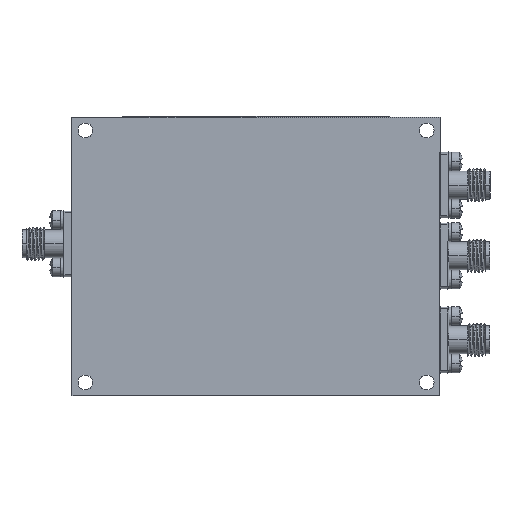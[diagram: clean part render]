
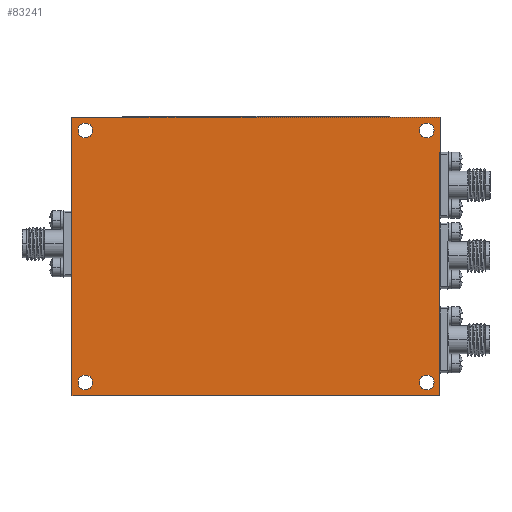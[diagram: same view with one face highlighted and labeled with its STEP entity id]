
A CAD part, front view. The second image highlights one B-rep face of the part: STEP entity #83241.
In plain terms, the highlighted planar face has unit normal (0, -1, 0).
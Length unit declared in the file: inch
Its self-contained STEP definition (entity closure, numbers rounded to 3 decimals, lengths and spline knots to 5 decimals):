
#5915 = CARTESIAN_POINT ( 'NONE',  ( -0.47072, 0.54177, 1.97809 ) ) ;
#5971 = CARTESIAN_POINT ( 'NONE',  ( 2.08928, 0.54177, 1.97809 ) ) ;
#8532 = ORIENTED_EDGE ( 'NONE', *, *, #112307, .F. ) ;
#10891 = DIRECTION ( 'NONE',  ( 0., 1., 0. ) ) ;
#11219 = EDGE_CURVE ( 'NONE', #96208, #72537, #138194, .T. ) ;
#12082 = ORIENTED_EDGE ( 'NONE', *, *, #11219, .F. ) ;
#13342 = EDGE_LOOP ( 'NONE', ( #45916, #39936 ) ) ;
#14331 = DIRECTION ( 'NONE',  ( 0., 0., 1. ) ) ;
#16178 = AXIS2_PLACEMENT_3D ( 'NONE', #150326, #125126, #22255 ) ;
#18668 = CIRCLE ( 'NONE', #16178, 0.055 ) ;
#19021 = AXIS2_PLACEMENT_3D ( 'NONE', #85052, #37120, #50043 ) ;
#20905 = AXIS2_PLACEMENT_3D ( 'NONE', #71411, #49384, #14331 ) ;
#22255 = DIRECTION ( 'NONE',  ( 0., 0., 1. ) ) ;
#24215 = EDGE_LOOP ( 'NONE', ( #126511, #83005 ) ) ;
#25481 = CARTESIAN_POINT ( 'NONE',  ( -0.57072, 0.54177, 2.02309 ) ) ;
#25745 = DIRECTION ( 'NONE',  ( 0., 1., 0. ) ) ;
#25858 = CARTESIAN_POINT ( 'NONE',  ( -0.57072, 0.54177, 2.02309 ) ) ;
#27554 = CIRCLE ( 'NONE', #120092, 0.055 ) ;
#28202 = CIRCLE ( 'NONE', #20905, 0.055 ) ;
#30913 = FACE_BOUND ( 'NONE', #147902, .T. ) ;
#30956 = DIRECTION ( 'NONE',  ( -1., 0., 0. ) ) ;
#32896 = VERTEX_POINT ( 'NONE', #5915 ) ;
#33512 = CARTESIAN_POINT ( 'NONE',  ( -0.47072, 0.54177, -0.02191 ) ) ;
#33765 = DIRECTION ( 'NONE',  ( 0., 0., 1. ) ) ;
#33867 = DIRECTION ( 'NONE',  ( 0., 0., -1. ) ) ;
#37120 = DIRECTION ( 'NONE',  ( 0., 1., 0. ) ) ;
#38033 = EDGE_CURVE ( 'NONE', #67825, #139221, #28202, .T. ) ;
#39936 = ORIENTED_EDGE ( 'NONE', *, *, #71984, .T. ) ;
#42969 = CARTESIAN_POINT ( 'NONE',  ( -0.57072, 0.54177, -0.06691 ) ) ;
#43141 = LINE ( 'NONE', #144532, #121309 ) ;
#44054 = EDGE_CURVE ( 'NONE', #81867, #98974, #18668, .T. ) ;
#45916 = ORIENTED_EDGE ( 'NONE', *, *, #44054, .T. ) ;
#47687 = CARTESIAN_POINT ( 'NONE',  ( -0.47072, 0.54177, 1.92309 ) ) ;
#47778 = CIRCLE ( 'NONE', #111003, 0.055 ) ;
#47894 = DIRECTION ( 'NONE',  ( 0., 0., 1. ) ) ;
#49384 = DIRECTION ( 'NONE',  ( 0., 1., 0. ) ) ;
#50043 = DIRECTION ( 'NONE',  ( 0., 0., 1. ) ) ;
#52988 = ORIENTED_EDGE ( 'NONE', *, *, #69696, .T. ) ;
#56611 = DIRECTION ( 'NONE',  ( 0., 1., 0. ) ) ;
#58031 = CIRCLE ( 'NONE', #62882, 0.055 ) ;
#62726 = CIRCLE ( 'NONE', #19021, 0.055 ) ;
#62882 = AXIS2_PLACEMENT_3D ( 'NONE', #47687, #139104, #82713 ) ;
#63654 = FACE_BOUND ( 'NONE', #102839, .T. ) ;
#67825 = VERTEX_POINT ( 'NONE', #110448 ) ;
#69588 = CARTESIAN_POINT ( 'NONE',  ( 2.18928, 0.54177, 2.02309 ) ) ;
#69696 = EDGE_CURVE ( 'NONE', #144957, #146142, #101729, .T. ) ;
#71344 = VECTOR ( 'NONE', #33867, 39.37008 ) ;
#71411 = CARTESIAN_POINT ( 'NONE',  ( 2.08928, 0.54177, 1.92309 ) ) ;
#71984 = EDGE_CURVE ( 'NONE', #98974, #81867, #146231, .T. ) ;
#72537 = VERTEX_POINT ( 'NONE', #119182 ) ;
#75078 = FACE_BOUND ( 'NONE', #13342, .T. ) ;
#77698 = VERTEX_POINT ( 'NONE', #95838 ) ;
#78557 = VERTEX_POINT ( 'NONE', #25858 ) ;
#78630 = VECTOR ( 'NONE', #118422, 39.37008 ) ;
#80040 = VERTEX_POINT ( 'NONE', #42969 ) ;
#80298 = VECTOR ( 'NONE', #105875, 39.37008 ) ;
#81867 = VERTEX_POINT ( 'NONE', #106909 ) ;
#82713 = DIRECTION ( 'NONE',  ( 0., 0., 1. ) ) ;
#82725 = ORIENTED_EDGE ( 'NONE', *, *, #125864, .T. ) ;
#83005 = ORIENTED_EDGE ( 'NONE', *, *, #38033, .T. ) ;
#83241 = ADVANCED_FACE ( 'NONE', ( #75078, #121569, #63654, #30913, #110149 ), #100259, .T. ) ;
#85052 = CARTESIAN_POINT ( 'NONE',  ( 2.08928, 0.54177, 1.92309 ) ) ;
#87528 = DIRECTION ( 'NONE',  ( 0., 0., 1. ) ) ;
#89801 = EDGE_LOOP ( 'NONE', ( #125161, #8532, #12082, #102603 ) ) ;
#90407 = ORIENTED_EDGE ( 'NONE', *, *, #134881, .T. ) ;
#91413 = EDGE_CURVE ( 'NONE', #80040, #78557, #92974, .T. ) ;
#91633 = DIRECTION ( 'NONE',  ( 0., 0., 1. ) ) ;
#91832 = CARTESIAN_POINT ( 'NONE',  ( -0.57072, 0.54177, 2.02309 ) ) ;
#92974 = LINE ( 'NONE', #116574, #80298 ) ;
#94309 = ORIENTED_EDGE ( 'NONE', *, *, #118164, .T. ) ;
#95838 = CARTESIAN_POINT ( 'NONE',  ( -0.47072, 0.54177, 1.86809 ) ) ;
#96208 = VERTEX_POINT ( 'NONE', #137177 ) ;
#98974 = VERTEX_POINT ( 'NONE', #102065 ) ;
#100259 = PLANE ( 'NONE',  #135960 ) ;
#100469 = CARTESIAN_POINT ( 'NONE',  ( -0.47072, 0.54177, 0.08809 ) ) ;
#101729 = CIRCLE ( 'NONE', #126053, 0.055 ) ;
#102065 = CARTESIAN_POINT ( 'NONE',  ( 2.08928, 0.54177, -0.02191 ) ) ;
#102603 = ORIENTED_EDGE ( 'NONE', *, *, #122091, .F. ) ;
#102839 = EDGE_LOOP ( 'NONE', ( #90407, #52988 ) ) ;
#104725 = DIRECTION ( 'NONE',  ( 0., -1., 0. ) ) ;
#104736 = AXIS2_PLACEMENT_3D ( 'NONE', #108109, #144701, #87528 ) ;
#105737 = CARTESIAN_POINT ( 'NONE',  ( -0.47072, 0.54177, 0.03309 ) ) ;
#105875 = DIRECTION ( 'NONE',  ( 0., 0., 1. ) ) ;
#106909 = CARTESIAN_POINT ( 'NONE',  ( 2.08928, 0.54177, 0.08809 ) ) ;
#108109 = CARTESIAN_POINT ( 'NONE',  ( 2.08928, 0.54177, 0.03309 ) ) ;
#110149 = FACE_OUTER_BOUND ( 'NONE', #89801, .T. ) ;
#110448 = CARTESIAN_POINT ( 'NONE',  ( 2.08928, 0.54177, 1.86809 ) ) ;
#111003 = AXIS2_PLACEMENT_3D ( 'NONE', #115211, #10891, #91633 ) ;
#112307 = EDGE_CURVE ( 'NONE', #72537, #80040, #43141, .T. ) ;
#115211 = CARTESIAN_POINT ( 'NONE',  ( -0.47072, 0.54177, 0.03309 ) ) ;
#115230 = CARTESIAN_POINT ( 'NONE',  ( -0.47072, 0.54177, 1.92309 ) ) ;
#116574 = CARTESIAN_POINT ( 'NONE',  ( -0.57072, 0.54177, 2.02309 ) ) ;
#118164 = EDGE_CURVE ( 'NONE', #77698, #32896, #58031, .T. ) ;
#118422 = DIRECTION ( 'NONE',  ( 1., 0., 0. ) ) ;
#119182 = CARTESIAN_POINT ( 'NONE',  ( 2.18928, 0.54177, -0.06691 ) ) ;
#120092 = AXIS2_PLACEMENT_3D ( 'NONE', #115230, #56611, #33765 ) ;
#121309 = VECTOR ( 'NONE', #30956, 39.37008 ) ;
#121569 = FACE_BOUND ( 'NONE', #24215, .T. ) ;
#122091 = EDGE_CURVE ( 'NONE', #78557, #96208, #129827, .T. ) ;
#125126 = DIRECTION ( 'NONE',  ( 0., 1., 0. ) ) ;
#125161 = ORIENTED_EDGE ( 'NONE', *, *, #91413, .F. ) ;
#125864 = EDGE_CURVE ( 'NONE', #32896, #77698, #27554, .T. ) ;
#126053 = AXIS2_PLACEMENT_3D ( 'NONE', #105737, #25745, #47894 ) ;
#126511 = ORIENTED_EDGE ( 'NONE', *, *, #135908, .T. ) ;
#129827 = LINE ( 'NONE', #25481, #78630 ) ;
#134881 = EDGE_CURVE ( 'NONE', #146142, #144957, #47778, .T. ) ;
#135908 = EDGE_CURVE ( 'NONE', #139221, #67825, #62726, .T. ) ;
#135960 = AXIS2_PLACEMENT_3D ( 'NONE', #91832, #104725, #137531 ) ;
#137177 = CARTESIAN_POINT ( 'NONE',  ( 2.18928, 0.54177, 2.02309 ) ) ;
#137531 = DIRECTION ( 'NONE',  ( 0., 0., -1. ) ) ;
#138194 = LINE ( 'NONE', #69588, #71344 ) ;
#139104 = DIRECTION ( 'NONE',  ( 0., 1., 0. ) ) ;
#139221 = VERTEX_POINT ( 'NONE', #5971 ) ;
#144532 = CARTESIAN_POINT ( 'NONE',  ( -0.57072, 0.54177, -0.06691 ) ) ;
#144701 = DIRECTION ( 'NONE',  ( 0., 1., 0. ) ) ;
#144957 = VERTEX_POINT ( 'NONE', #33512 ) ;
#146142 = VERTEX_POINT ( 'NONE', #100469 ) ;
#146231 = CIRCLE ( 'NONE', #104736, 0.055 ) ;
#147902 = EDGE_LOOP ( 'NONE', ( #82725, #94309 ) ) ;
#150326 = CARTESIAN_POINT ( 'NONE',  ( 2.08928, 0.54177, 0.03309 ) ) ;
